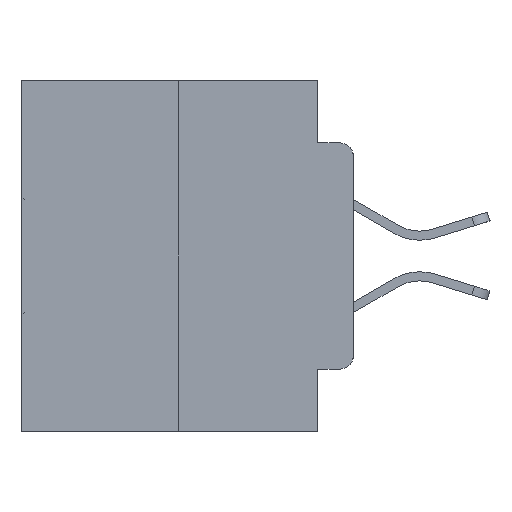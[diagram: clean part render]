
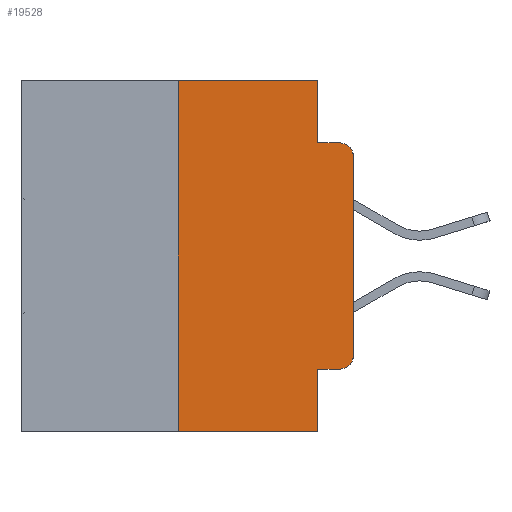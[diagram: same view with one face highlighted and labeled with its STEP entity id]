
A CAD part, left-side view. The second image highlights one B-rep face of the part: STEP entity #19528.
In plain terms, the highlighted planar face has unit normal (-1, 0, 0).
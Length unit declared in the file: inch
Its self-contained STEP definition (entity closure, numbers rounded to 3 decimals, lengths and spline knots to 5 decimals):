
#300 = DIRECTION ( 'NONE',  ( 0., -1., 0. ) ) ;
#422 = ORIENTED_EDGE ( 'NONE', *, *, #20901, .T. ) ;
#1102 = VECTOR ( 'NONE', #18905, 39.37008 ) ;
#1214 = ORIENTED_EDGE ( 'NONE', *, *, #14626, .F. ) ;
#1613 = VECTOR ( 'NONE', #16808, 39.37008 ) ;
#1846 = LINE ( 'NONE', #12299, #6722 ) ;
#2009 = ORIENTED_EDGE ( 'NONE', *, *, #27346, .F. ) ;
#2542 = CARTESIAN_POINT ( 'NONE',  ( 0., 0.051, 0. ) ) ;
#2603 = AXIS2_PLACEMENT_3D ( 'NONE', #28583, #19354, #5175 ) ;
#2644 = LINE ( 'NONE', #7175, #18615 ) ;
#4218 = VERTEX_POINT ( 'NONE', #7917 ) ;
#4514 = CARTESIAN_POINT ( 'NONE',  ( 0., 0.02, -0.4115 ) ) ;
#5044 = CARTESIAN_POINT ( 'NONE',  ( 0., 0.051, -0.4115 ) ) ;
#5055 = EDGE_CURVE ( 'NONE', #10108, #11455, #10564, .T. ) ;
#5175 = DIRECTION ( 'NONE',  ( 0., 0., -1. ) ) ;
#5537 = VECTOR ( 'NONE', #23145, 39.37008 ) ;
#6553 = CARTESIAN_POINT ( 'NONE',  ( 0., 0.473, 0. ) ) ;
#6645 = EDGE_CURVE ( 'NONE', #16133, #10108, #27010, .T. ) ;
#6722 = VECTOR ( 'NONE', #300, 39.37008 ) ;
#7175 = CARTESIAN_POINT ( 'NONE',  ( 0., 0., 0. ) ) ;
#7422 = DIRECTION ( 'NONE',  ( 0., -1., 0. ) ) ;
#7512 = LINE ( 'NONE', #16556, #1102 ) ;
#7917 = CARTESIAN_POINT ( 'NONE',  ( 0., 0., -0.1085 ) ) ;
#8230 = CARTESIAN_POINT ( 'NONE',  ( 0., 0.02, -0.3915 ) ) ;
#8264 = VECTOR ( 'NONE', #7422, 39.37008 ) ;
#9244 = CARTESIAN_POINT ( 'NONE',  ( 0., 0.25, 0. ) ) ;
#9862 = ORIENTED_EDGE ( 'NONE', *, *, #15046, .T. ) ;
#10108 = VERTEX_POINT ( 'NONE', #4514 ) ;
#10190 = DIRECTION ( 'NONE',  ( -1., 0., 0. ) ) ;
#10564 = CIRCLE ( 'NONE', #27775, 0.02 ) ;
#10635 = DIRECTION ( 'NONE',  ( 0., 0., -1. ) ) ;
#10993 = VERTEX_POINT ( 'NONE', #17425 ) ;
#11428 = EDGE_CURVE ( 'NONE', #16133, #11730, #15092, .T. ) ;
#11455 = VERTEX_POINT ( 'NONE', #12140 ) ;
#11584 = VECTOR ( 'NONE', #20256, 39.37008 ) ;
#11730 = VERTEX_POINT ( 'NONE', #20166 ) ;
#12140 = CARTESIAN_POINT ( 'NONE',  ( 0., 0., -0.3915 ) ) ;
#12299 = CARTESIAN_POINT ( 'NONE',  ( 0., 0.473, -0.5 ) ) ;
#12355 = LINE ( 'NONE', #22607, #11584 ) ;
#12908 = VERTEX_POINT ( 'NONE', #19782 ) ;
#13023 = EDGE_CURVE ( 'NONE', #27355, #17528, #7512, .T. ) ;
#13208 = ORIENTED_EDGE ( 'NONE', *, *, #16218, .F. ) ;
#13818 = CARTESIAN_POINT ( 'NONE',  ( 0., 0.051, -0.0885 ) ) ;
#14626 = EDGE_CURVE ( 'NONE', #24874, #12908, #12355, .T. ) ;
#15046 = EDGE_CURVE ( 'NONE', #27355, #11730, #1846, .T. ) ;
#15092 = LINE ( 'NONE', #2542, #1613 ) ;
#15099 = EDGE_LOOP ( 'NONE', ( #17999, #422, #13208, #1214, #2009, #27820, #9862, #28540, #29252, #17645 ) ) ;
#15899 = CARTESIAN_POINT ( 'NONE',  ( 0., 0.051, -0.4115 ) ) ;
#16133 = VERTEX_POINT ( 'NONE', #15899 ) ;
#16218 = EDGE_CURVE ( 'NONE', #12908, #10993, #25078, .T. ) ;
#16556 = CARTESIAN_POINT ( 'NONE',  ( 0., 0.25, 0. ) ) ;
#16808 = DIRECTION ( 'NONE',  ( 0., 0., -1. ) ) ;
#17002 = PLANE ( 'NONE',  #2603 ) ;
#17425 = CARTESIAN_POINT ( 'NONE',  ( 0., 0.02, -0.0885 ) ) ;
#17528 = VERTEX_POINT ( 'NONE', #9244 ) ;
#17569 = VECTOR ( 'NONE', #18264, 39.37008 ) ;
#17645 = ORIENTED_EDGE ( 'NONE', *, *, #5055, .T. ) ;
#17921 = CIRCLE ( 'NONE', #19323, 0.02 ) ;
#17999 = ORIENTED_EDGE ( 'NONE', *, *, #22489, .T. ) ;
#18264 = DIRECTION ( 'NONE',  ( 0., -1., 0. ) ) ;
#18615 = VECTOR ( 'NONE', #25900, 39.37008 ) ;
#18905 = DIRECTION ( 'NONE',  ( 0., 0., 1. ) ) ;
#19045 = LINE ( 'NONE', #6553, #17569 ) ;
#19323 = AXIS2_PLACEMENT_3D ( 'NONE', #24294, #10190, #26594 ) ;
#19354 = DIRECTION ( 'NONE',  ( 1., 0., 0. ) ) ;
#19528 = ADVANCED_FACE ( 'NONE', ( #20912 ), #17002, .F. ) ;
#19782 = CARTESIAN_POINT ( 'NONE',  ( 0., 0.051, -0.0885 ) ) ;
#20166 = CARTESIAN_POINT ( 'NONE',  ( 0., 0.051, -0.5 ) ) ;
#20256 = DIRECTION ( 'NONE',  ( 0., 0., -1. ) ) ;
#20901 = EDGE_CURVE ( 'NONE', #4218, #10993, #17921, .T. ) ;
#20912 = FACE_OUTER_BOUND ( 'NONE', #15099, .T. ) ;
#22489 = EDGE_CURVE ( 'NONE', #11455, #4218, #2644, .T. ) ;
#22607 = CARTESIAN_POINT ( 'NONE',  ( 0., 0.051, 0. ) ) ;
#23077 = CARTESIAN_POINT ( 'NONE',  ( 0., 0.25, -0.5 ) ) ;
#23145 = DIRECTION ( 'NONE',  ( 0., -1., 0. ) ) ;
#24294 = CARTESIAN_POINT ( 'NONE',  ( 0., 0.02, -0.1085 ) ) ;
#24724 = DIRECTION ( 'NONE',  ( -1., 0., 0. ) ) ;
#24874 = VERTEX_POINT ( 'NONE', #27948 ) ;
#25078 = LINE ( 'NONE', #13818, #5537 ) ;
#25900 = DIRECTION ( 'NONE',  ( 0., 0., 1. ) ) ;
#26594 = DIRECTION ( 'NONE',  ( 0., 0., -1. ) ) ;
#27010 = LINE ( 'NONE', #5044, #8264 ) ;
#27346 = EDGE_CURVE ( 'NONE', #17528, #24874, #19045, .T. ) ;
#27355 = VERTEX_POINT ( 'NONE', #23077 ) ;
#27775 = AXIS2_PLACEMENT_3D ( 'NONE', #8230, #24724, #10635 ) ;
#27820 = ORIENTED_EDGE ( 'NONE', *, *, #13023, .F. ) ;
#27948 = CARTESIAN_POINT ( 'NONE',  ( 0., 0.051, 0. ) ) ;
#28540 = ORIENTED_EDGE ( 'NONE', *, *, #11428, .F. ) ;
#28583 = CARTESIAN_POINT ( 'NONE',  ( 0., 0.473, 0. ) ) ;
#29252 = ORIENTED_EDGE ( 'NONE', *, *, #6645, .T. ) ;
